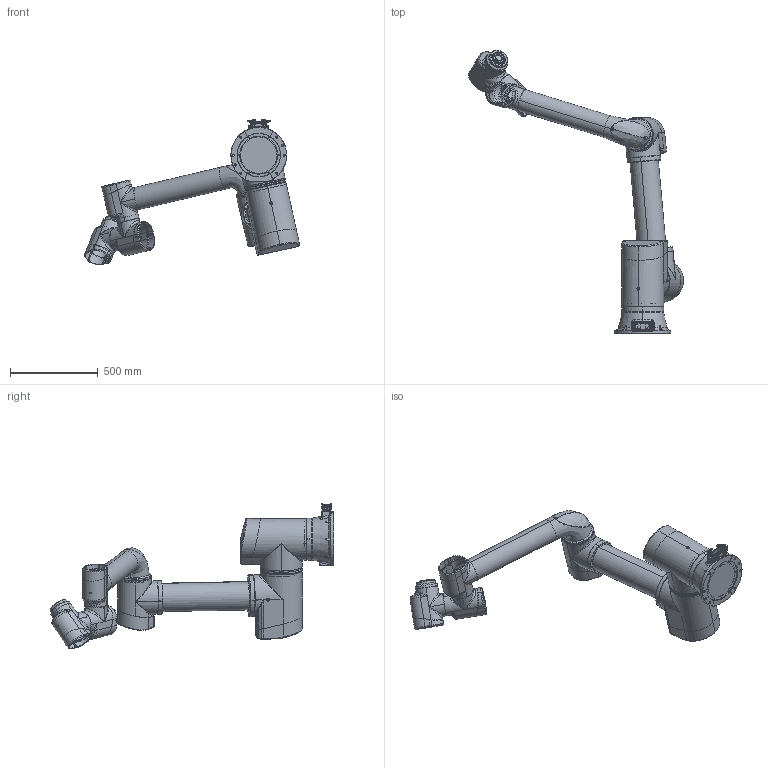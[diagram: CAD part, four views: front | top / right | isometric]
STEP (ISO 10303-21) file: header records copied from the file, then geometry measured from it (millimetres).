
FILE_DESCRIPTION (( 'STEP AP214' ), '1' );
FILE_NAME ('TCR300潠眢耀倰.STEP', '2024-02-22T01:50:05', ( '' ), ( '' ), 'SwSTEP 2.0', 'SolidWorks 2022', '' );
FILE_SCHEMA (( 'AUTOMOTIVE_DESIGN' ));
Length unit declared in the file: millimetre
Products named in the file (8): J3; J2; J4; J6; J1; TCR300简易模型; J5; baselink
Assembly tree (7 placements, depth 2):
  TCR300简易模型
    baselink
    J1
    J2
    J3
    J4
    J5
    J6
Bounding box: 1223.17 x 1613.71 x 829.91 mm (x, y, z)
Surface area: 3462461.3 mm2 (no closed solid volume)
Topology: 0 solids, 120 shells, 2659 faces, 9339 edges, 6640 vertices
Faces by surface type: cylinder 1075, plane 682, bspline 477, cone 243, torus 180, sphere 2
Entity records: 193135 total; most frequent: CARTESIAN_POINT 90627, ORIENTED_EDGE 14875, DIRECTION 13578, EDGE_CURVE 9293, VERTEX_POINT 6640, AXIS2_PLACEMENT_3D 5088, LINE 3402, VECTOR 3402
